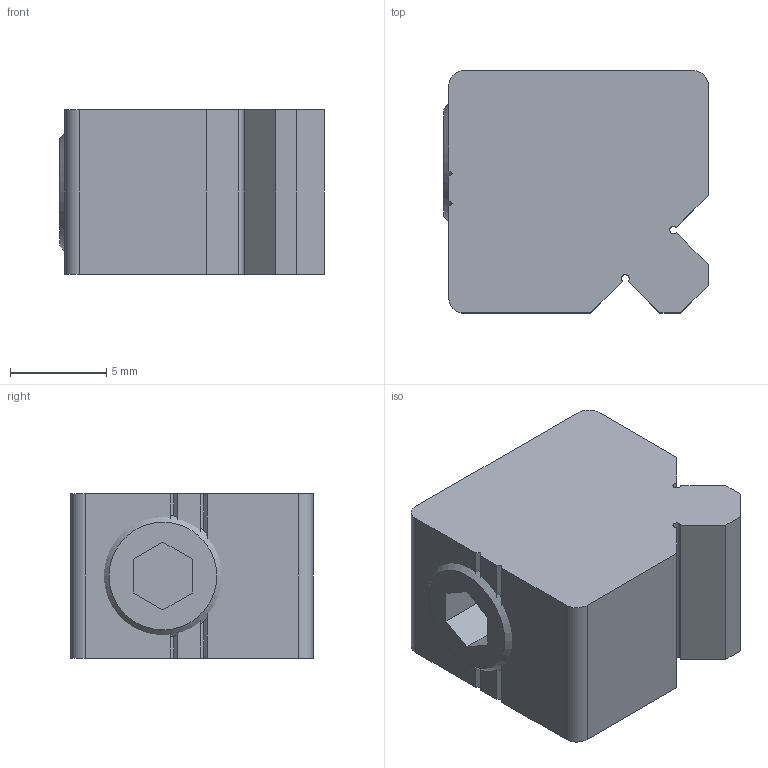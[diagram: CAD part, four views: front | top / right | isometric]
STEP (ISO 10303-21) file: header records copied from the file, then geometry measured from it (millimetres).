
FILE_DESCRIPTION(('FreeCAD Model'),'2;1');
FILE_NAME('B6A-PCB-45-HEX-M.step', '2021-06-16T11:08:21',('Author'),(''), 'Open CASCADE STEP processor 7.3','FreeCAD','Unknown');
FILE_SCHEMA(('AUTOMOTIVE_DESIGN { 1 0 10303 214 1 1 1 1 }'));
Length unit declared in the file: millimetre
Products named in the file (2): 14975; B6A-PCB-45
Bounding box: 13.73 x 12.57 x 8.53 mm (x, y, z)
Volume: 1268 mm3; surface area: 1256.6 mm2
Topology: 2 solids, 2 shells, 54 faces, 136 edges, 87 vertices
Faces by surface type: plane 33, cone 10, cylinder 10, sphere 1
Full cylindrical faces by diameter (mm): 5.359 x1, 5.842 x1, 6.35 x1
Entity records: 4461 total; most frequent: CARTESIAN_POINT 1754, DIRECTION 481, LINE 297, VECTOR 297, ORIENTED_EDGE 268, PCURVE 268, DEFINITIONAL_REPRESENTATION 268, EDGE_CURVE 134
